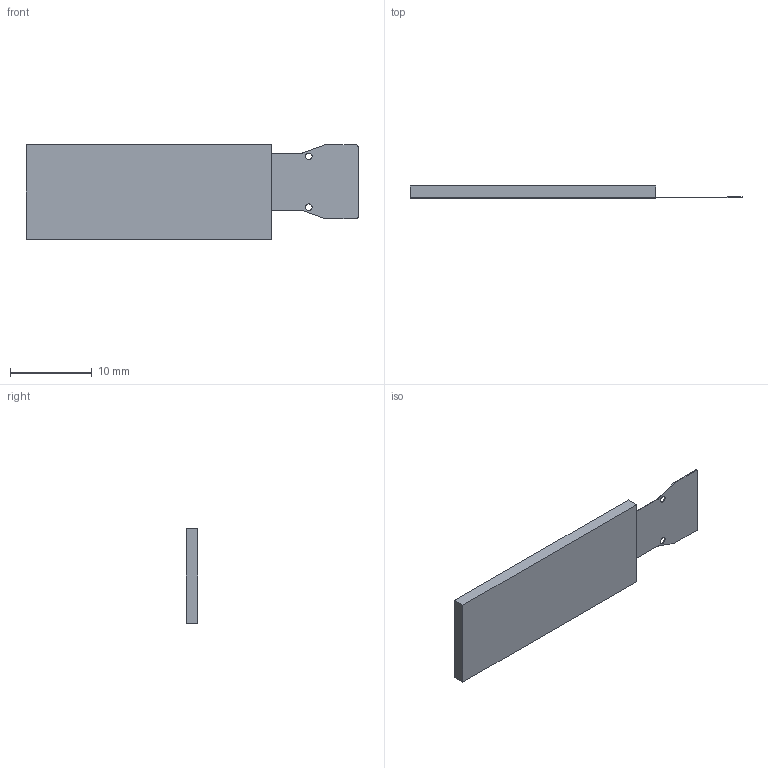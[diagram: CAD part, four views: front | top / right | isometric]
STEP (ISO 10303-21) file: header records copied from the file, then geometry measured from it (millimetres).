
FILE_DESCRIPTION(/* description */ (''),/* implementation_level */ '2;1');
FILE_NAME(/* name */ 'oled_display.step',/* time_stamp */ '2017-03-25T20:25:19+01:00',/* author */ (''),/* organization */ (''),/* preprocessor_version */ 'ST-DEVELOPER v16.5',/* originating_system */ 'Autodesk Translation Framework v5.2.0.2920',/* authorisation */ '');
FILE_SCHEMA (('AUTOMOTIVE_DESIGN { 1 0 10303 214 3 1 1 }'));
Length unit declared in the file: millimetre
Products named in the file (1): OLED 0.91" v3
Bounding box: 40.5 x 1.45 x 11.5 mm (x, y, z)
Volume: 508.7 mm3; surface area: 997.8 mm2
Topology: 16 solids, 16 shells, 108 faces, 228 edges, 152 vertices
Faces by surface type: plane 100, cylinder 8
Full cylindrical faces by diameter (mm): 0.8 x2
Entity records: 2881 total; most frequent: CARTESIAN_POINT 487, DIRECTION 460, ORIENTED_EDGE 452, EDGE_CURVE 226, LINE 210, VECTOR 210, VERTEX_POINT 152, AXIS2_PLACEMENT_3D 125
